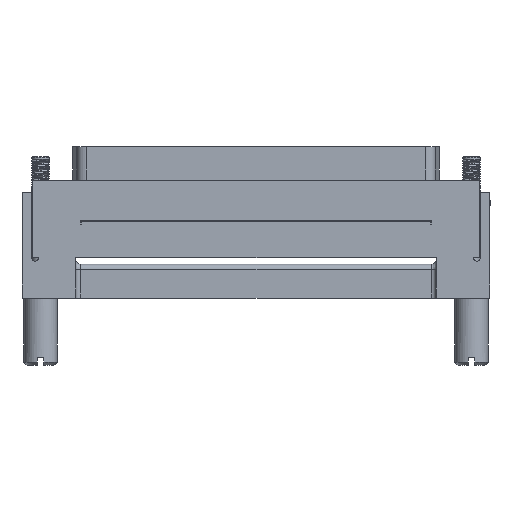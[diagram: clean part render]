
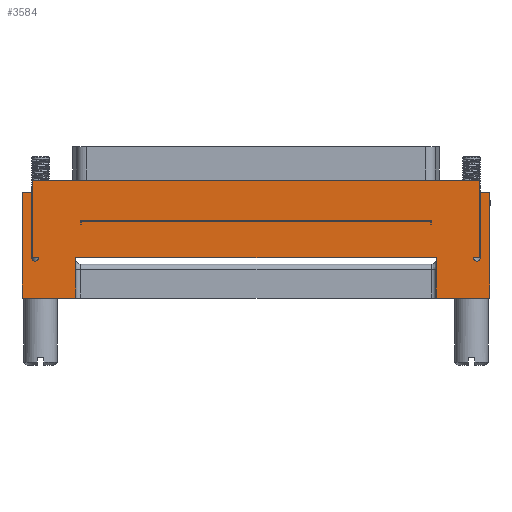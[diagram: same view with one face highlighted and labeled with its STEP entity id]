
A CAD part, front view. The second image highlights one B-rep face of the part: STEP entity #3584.
In plain terms, the highlighted planar face has unit normal (0, -1, 0).
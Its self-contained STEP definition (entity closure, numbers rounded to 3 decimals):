
#37=CARTESIAN_POINT('',(34.74,-4.125,4.7));
#38=VERTEX_POINT('',#37);
#45=CARTESIAN_POINT('',(34.74,-4.125,-11.));
#46=VERTEX_POINT('',#45);
#47=CARTESIAN_POINT('',(34.74,-4.125,4.7));
#48=DIRECTION('',(0.,0.,-1.));
#49=VECTOR('',#48,15.7);
#50=LINE('',#47,#49);
#51=EDGE_CURVE('',#38,#46,#50,.T.);
#579=CARTESIAN_POINT('',(-34.74,-4.125,4.7));
#580=VERTEX_POINT('',#579);
#647=CARTESIAN_POINT('',(-34.74,-4.125,-11.));
#648=VERTEX_POINT('',#647);
#655=CARTESIAN_POINT('',(-34.74,-4.125,-11.));
#656=DIRECTION('',(0.,0.,1.));
#657=VECTOR('',#656,15.7);
#658=LINE('',#655,#657);
#659=EDGE_CURVE('',#648,#580,#658,.T.);
#733=CARTESIAN_POINT('',(32.29,-4.125,-5.));
#734=VERTEX_POINT('',#733);
#735=CARTESIAN_POINT('',(33.29,-4.125,-5.));
#736=VERTEX_POINT('',#735);
#737=CARTESIAN_POINT('',(32.79,-4.125,-5.));
#738=DIRECTION('',(-1.,0.,0.));
#739=DIRECTION('',(0.,-1.,0.));
#740=AXIS2_PLACEMENT_3D('',#737,#739,#738);
#741=CIRCLE('',#740,0.5);
#742=EDGE_CURVE('',#734,#736,#741,.T.);
#775=CARTESIAN_POINT('',(-33.29,-4.125,-5.));
#776=VERTEX_POINT('',#775);
#777=CARTESIAN_POINT('',(-32.29,-4.125,-5.));
#778=VERTEX_POINT('',#777);
#779=CARTESIAN_POINT('',(-32.79,-4.125,-5.));
#780=DIRECTION('',(-1.,0.,0.));
#781=DIRECTION('',(0.,-1.,0.));
#782=AXIS2_PLACEMENT_3D('',#779,#781,#780);
#783=CIRCLE('',#782,0.5);
#784=EDGE_CURVE('',#776,#778,#783,.T.);
#901=CARTESIAN_POINT('',(33.29,-4.125,4.7));
#902=VERTEX_POINT('',#901);
#903=CARTESIAN_POINT('',(33.29,-4.125,-5.));
#904=DIRECTION('',(0.,0.,1.));
#905=VECTOR('',#904,9.7);
#906=LINE('',#903,#905);
#907=EDGE_CURVE('',#736,#902,#906,.T.);
#996=CARTESIAN_POINT('',(-33.29,-4.125,4.7));
#997=VERTEX_POINT('',#996);
#1004=CARTESIAN_POINT('',(-33.29,-4.125,4.7));
#1005=DIRECTION('',(0.,0.,-1.));
#1006=VECTOR('',#1005,9.7);
#1007=LINE('',#1004,#1006);
#1008=EDGE_CURVE('',#997,#776,#1007,.T.);
#1413=CARTESIAN_POINT('',(33.29,-4.125,4.7));
#1414=DIRECTION('',(1.,0.,0.));
#1415=VECTOR('',#1414,1.45);
#1416=LINE('',#1413,#1415);
#1417=EDGE_CURVE('',#902,#38,#1416,.T.);
#1435=CARTESIAN_POINT('',(-34.74,-4.125,4.7));
#1436=DIRECTION('',(1.,0.,0.));
#1437=VECTOR('',#1436,1.45);
#1438=LINE('',#1435,#1437);
#1439=EDGE_CURVE('',#580,#997,#1438,.T.);
#2089=CARTESIAN_POINT('',(26.74,-4.125,-11.));
#2090=VERTEX_POINT('',#2089);
#2097=CARTESIAN_POINT('',(26.74,-4.125,-5.));
#2098=VERTEX_POINT('',#2097);
#2099=CARTESIAN_POINT('',(26.74,-4.125,-5.));
#2100=DIRECTION('',(0.,0.,-1.));
#2101=VECTOR('',#2100,6.);
#2102=LINE('',#2099,#2101);
#2103=EDGE_CURVE('',#2098,#2090,#2102,.T.);
#2135=CARTESIAN_POINT('',(-26.74,-4.125,-11.));
#2136=VERTEX_POINT('',#2135);
#2137=CARTESIAN_POINT('',(-26.74,-4.125,-5.));
#2138=VERTEX_POINT('',#2137);
#2139=CARTESIAN_POINT('',(-26.74,-4.125,-11.));
#2140=DIRECTION('',(0.,0.,1.));
#2141=VECTOR('',#2140,6.);
#2142=LINE('',#2139,#2141);
#2143=EDGE_CURVE('',#2136,#2138,#2142,.T.);
#3417=CARTESIAN_POINT('',(34.74,-4.125,-11.));
#3418=DIRECTION('',(-1.,0.,0.));
#3419=VECTOR('',#3418,8.);
#3420=LINE('',#3417,#3419);
#3421=EDGE_CURVE('',#46,#2090,#3420,.T.);
#3428=CARTESIAN_POINT('',(-26.74,-4.125,-11.));
#3429=DIRECTION('',(-1.,0.,0.));
#3430=VECTOR('',#3429,8.);
#3431=LINE('',#3428,#3430);
#3432=EDGE_CURVE('',#2136,#648,#3431,.T.);
#3437=CARTESIAN_POINT('',(0.,-4.125,21.774));
#3438=DIRECTION('',(1.,0.,0.));
#3439=DIRECTION('',(0.,-1.,0.));
#3440=AXIS2_PLACEMENT_3D('',#3437,#3439,#3438);
#3441=PLANE('',#3440);
#3442=CARTESIAN_POINT('',(-26.74,-4.125,-5.));
#3443=DIRECTION('',(1.,0.,0.));
#3444=VECTOR('',#3443,53.48);
#3445=LINE('',#3442,#3444);
#3446=EDGE_CURVE('',#2138,#2098,#3445,.T.);
#3447=ORIENTED_EDGE('',*,*,#3446,.T.);
#3448=ORIENTED_EDGE('',*,*,#2103,.T.);
#3449=ORIENTED_EDGE('',*,*,#3421,.F.);
#3450=ORIENTED_EDGE('',*,*,#51,.F.);
#3451=ORIENTED_EDGE('',*,*,#1417,.F.);
#3452=ORIENTED_EDGE('',*,*,#907,.F.);
#3453=ORIENTED_EDGE('',*,*,#742,.F.);
#3454=CARTESIAN_POINT('',(33.25,-4.125,-5.));
#3455=VERTEX_POINT('',#3454);
#3456=CARTESIAN_POINT('',(32.29,-4.125,-5.));
#3457=DIRECTION('',(1.,0.,0.));
#3458=VECTOR('',#3457,0.96);
#3459=LINE('',#3456,#3458);
#3460=EDGE_CURVE('',#734,#3455,#3459,.T.);
#3461=ORIENTED_EDGE('',*,*,#3460,.T.);
#3462=CARTESIAN_POINT('',(33.25,-4.125,6.5));
#3463=VERTEX_POINT('',#3462);
#3464=CARTESIAN_POINT('',(33.25,-4.125,6.5));
#3465=DIRECTION('',(0.,0.,-1.));
#3466=VECTOR('',#3465,11.5);
#3467=LINE('',#3464,#3466);
#3468=EDGE_CURVE('',#3463,#3455,#3467,.T.);
#3469=ORIENTED_EDGE('',*,*,#3468,.F.);
#3470=CARTESIAN_POINT('',(-33.25,-4.125,6.5));
#3471=VERTEX_POINT('',#3470);
#3472=CARTESIAN_POINT('',(-33.25,-4.125,6.5));
#3473=DIRECTION('',(1.,0.,0.));
#3474=VECTOR('',#3473,66.5);
#3475=LINE('',#3472,#3474);
#3476=EDGE_CURVE('',#3471,#3463,#3475,.T.);
#3477=ORIENTED_EDGE('',*,*,#3476,.F.);
#3478=CARTESIAN_POINT('',(-33.25,-4.125,-5.));
#3479=VERTEX_POINT('',#3478);
#3480=CARTESIAN_POINT('',(-33.25,-4.125,6.5));
#3481=DIRECTION('',(0.,0.,-1.));
#3482=VECTOR('',#3481,11.5);
#3483=LINE('',#3480,#3482);
#3484=EDGE_CURVE('',#3471,#3479,#3483,.T.);
#3485=ORIENTED_EDGE('',*,*,#3484,.T.);
#3486=CARTESIAN_POINT('',(-33.25,-4.125,-5.));
#3487=DIRECTION('',(1.,0.,0.));
#3488=VECTOR('',#3487,0.96);
#3489=LINE('',#3486,#3488);
#3490=EDGE_CURVE('',#3479,#778,#3489,.T.);
#3491=ORIENTED_EDGE('',*,*,#3490,.T.);
#3492=ORIENTED_EDGE('',*,*,#784,.F.);
#3493=ORIENTED_EDGE('',*,*,#1008,.F.);
#3494=ORIENTED_EDGE('',*,*,#1439,.F.);
#3495=ORIENTED_EDGE('',*,*,#659,.F.);
#3496=ORIENTED_EDGE('',*,*,#3432,.F.);
#3497=ORIENTED_EDGE('',*,*,#2143,.T.);
#3498=EDGE_LOOP('',(#3447,#3448,#3449,#3450,#3451,#3452,#3453,#3461,#3469,#3477,#3485,#3491,#3492,#3493,#3494,#3495,#3496,#3497));
#3499=FACE_OUTER_BOUND('',#3498,.T.);
#3500=CARTESIAN_POINT('',(26.04,-4.125,0.));
#3501=VERTEX_POINT('',#3500);
#3502=CARTESIAN_POINT('',(25.96,-4.125,0.));
#3503=VERTEX_POINT('',#3502);
#3504=CARTESIAN_POINT('',(26.04,-4.125,0.));
#3505=DIRECTION('',(-1.,0.,0.));
#3506=VECTOR('',#3505,0.08);
#3507=LINE('',#3504,#3506);
#3508=EDGE_CURVE('',#3501,#3503,#3507,.T.);
#3509=ORIENTED_EDGE('',*,*,#3508,.T.);
#3510=CARTESIAN_POINT('',(25.96,-4.125,0.2));
#3511=VERTEX_POINT('',#3510);
#3512=CARTESIAN_POINT('',(25.96,-4.125,0.));
#3513=DIRECTION('',(0.,0.,1.));
#3514=VECTOR('',#3513,0.2);
#3515=LINE('',#3512,#3514);
#3516=EDGE_CURVE('',#3503,#3511,#3515,.T.);
#3517=ORIENTED_EDGE('',*,*,#3516,.T.);
#3518=CARTESIAN_POINT('',(25.76,-4.125,0.4));
#3519=VERTEX_POINT('',#3518);
#3520=CARTESIAN_POINT('',(25.76,-4.125,0.2));
#3521=DIRECTION('',(1.,0.,0.));
#3522=DIRECTION('',(0.,-1.,0.));
#3523=AXIS2_PLACEMENT_3D('',#3520,#3522,#3521);
#3524=CIRCLE('',#3523,0.2);
#3525=EDGE_CURVE('',#3511,#3519,#3524,.T.);
#3526=ORIENTED_EDGE('',*,*,#3525,.T.);
#3527=CARTESIAN_POINT('',(-25.76,-4.125,0.4));
#3528=VERTEX_POINT('',#3527);
#3529=CARTESIAN_POINT('',(25.76,-4.125,0.4));
#3530=DIRECTION('',(-1.,0.,0.));
#3531=VECTOR('',#3530,51.52);
#3532=LINE('',#3529,#3531);
#3533=EDGE_CURVE('',#3519,#3528,#3532,.T.);
#3534=ORIENTED_EDGE('',*,*,#3533,.T.);
#3535=CARTESIAN_POINT('',(-25.96,-4.125,0.2));
#3536=VERTEX_POINT('',#3535);
#3537=CARTESIAN_POINT('',(-25.76,-4.125,0.2));
#3538=DIRECTION('',(0.,0.,1.));
#3539=DIRECTION('',(0.,-1.,0.));
#3540=AXIS2_PLACEMENT_3D('',#3537,#3539,#3538);
#3541=CIRCLE('',#3540,0.2);
#3542=EDGE_CURVE('',#3528,#3536,#3541,.T.);
#3543=ORIENTED_EDGE('',*,*,#3542,.T.);
#3544=CARTESIAN_POINT('',(-25.96,-4.125,0.));
#3545=VERTEX_POINT('',#3544);
#3546=CARTESIAN_POINT('',(-25.96,-4.125,0.2));
#3547=DIRECTION('',(0.,0.,-1.));
#3548=VECTOR('',#3547,0.2);
#3549=LINE('',#3546,#3548);
#3550=EDGE_CURVE('',#3536,#3545,#3549,.T.);
#3551=ORIENTED_EDGE('',*,*,#3550,.T.);
#3552=CARTESIAN_POINT('',(-26.04,-4.125,0.));
#3553=VERTEX_POINT('',#3552);
#3554=CARTESIAN_POINT('',(-25.96,-4.125,0.));
#3555=DIRECTION('',(-1.,0.,0.));
#3556=VECTOR('',#3555,0.08);
#3557=LINE('',#3554,#3556);
#3558=EDGE_CURVE('',#3545,#3553,#3557,.T.);
#3559=ORIENTED_EDGE('',*,*,#3558,.T.);
#3560=CARTESIAN_POINT('',(-26.04,-4.125,0.5));
#3561=VERTEX_POINT('',#3560);
#3562=CARTESIAN_POINT('',(-26.04,-4.125,0.));
#3563=DIRECTION('',(0.,0.,1.));
#3564=VECTOR('',#3563,0.5);
#3565=LINE('',#3562,#3564);
#3566=EDGE_CURVE('',#3553,#3561,#3565,.T.);
#3567=ORIENTED_EDGE('',*,*,#3566,.T.);
#3568=CARTESIAN_POINT('',(26.04,-4.125,0.5));
#3569=VERTEX_POINT('',#3568);
#3570=CARTESIAN_POINT('',(-26.04,-4.125,0.5));
#3571=DIRECTION('',(1.,0.,0.));
#3572=VECTOR('',#3571,52.08);
#3573=LINE('',#3570,#3572);
#3574=EDGE_CURVE('',#3561,#3569,#3573,.T.);
#3575=ORIENTED_EDGE('',*,*,#3574,.T.);
#3576=CARTESIAN_POINT('',(26.04,-4.125,0.5));
#3577=DIRECTION('',(0.,0.,-1.));
#3578=VECTOR('',#3577,0.5);
#3579=LINE('',#3576,#3578);
#3580=EDGE_CURVE('',#3569,#3501,#3579,.T.);
#3581=ORIENTED_EDGE('',*,*,#3580,.T.);
#3582=EDGE_LOOP('',(#3509,#3517,#3526,#3534,#3543,#3551,#3559,#3567,#3575,#3581));
#3583=FACE_BOUND('',#3582,.T.);
#3584=ADVANCED_FACE('',(#3499,#3583),#3441,.T.);
